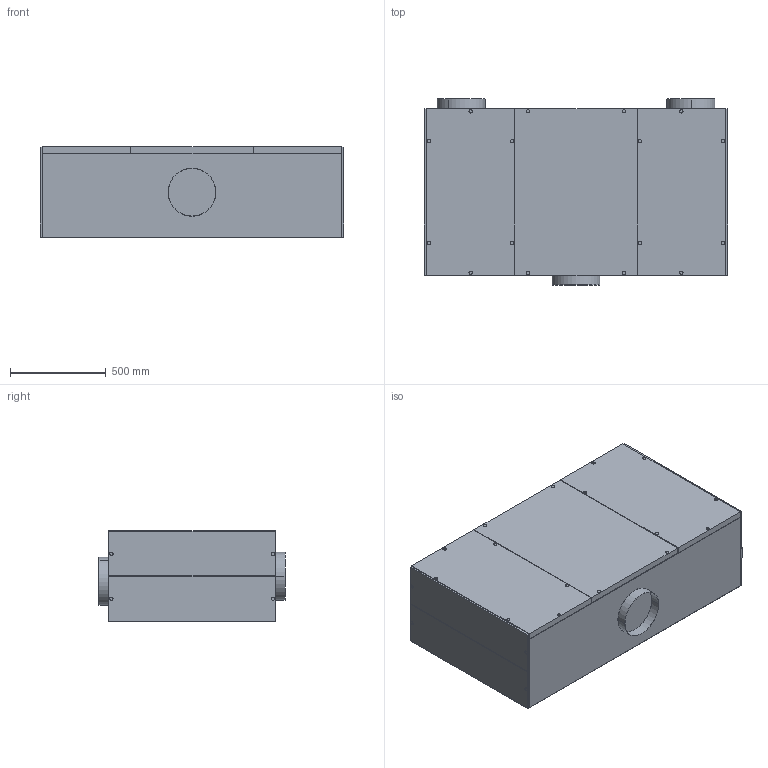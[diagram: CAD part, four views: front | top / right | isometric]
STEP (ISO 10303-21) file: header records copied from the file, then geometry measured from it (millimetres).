
FILE_DESCRIPTION(('Creo Elements/Direct Modeling STEP Export'),'2;1');
FILE_NAME('X600HW-K1.stp','2019-05-28T14:35:41',(''),(''),'PTC Creo Elements/Direct Modeling STEP processor for AP214 (Solid Model)','PTC Creo Elements/Direct Modeling 19.0C 15-Aug-2015 (C) Parametric Technology GmbH','');
FILE_SCHEMA(('AUTOMOTIVE_DESIGN { 1 0 10303 214 1 1 1 1 }'));
Products named in the file (1): X600HW-K1
Bounding box: 1579 x 969 x 472.5 mm (x, y, z)
Volume: 646808959.5 mm3; surface area: 5335739 mm2
Topology: 1 solids, 1 shells, 4462 faces, 11393 edges, 7595 vertices
Faces by surface type: plane 4384, cylinder 78
Entity records: 131579 total; most frequent: CARTESIAN_POINT 23333, ORIENTED_EDGE 22786, DIRECTION 20261, EDGE_CURVE 11393, VECTOR 11215, LINE 11215, VERTEX_POINT 7595, EDGE_LOOP 5124
